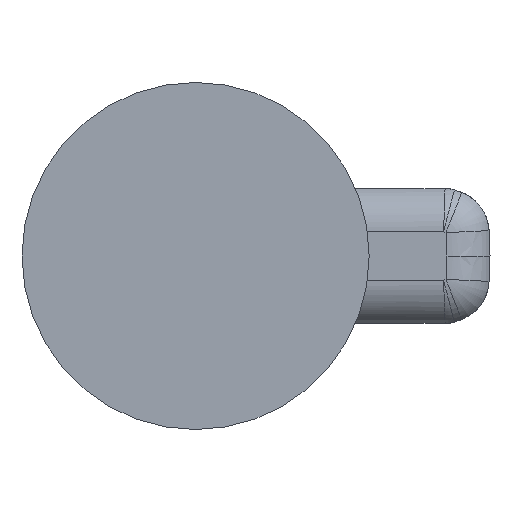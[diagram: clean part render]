
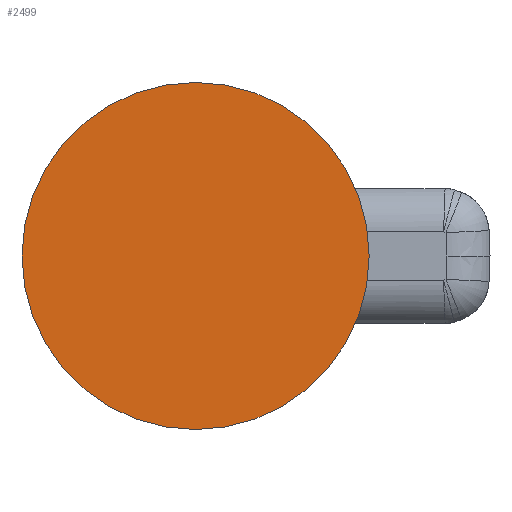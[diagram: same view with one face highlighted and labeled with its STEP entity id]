
A CAD part, front view. The second image highlights one B-rep face of the part: STEP entity #2499.
In plain terms, the highlighted planar face has unit normal (0, -1, 0).
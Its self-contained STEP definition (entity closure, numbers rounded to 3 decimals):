
#617 = CARTESIAN_POINT ( 'NONE',  ( 0., -68.833, 0. ) ) ;
#660 = AXIS2_PLACEMENT_3D ( 'NONE', #7033, #2821, #5705 ) ;
#803 = EDGE_CURVE ( 'NONE', #933, #8141, #6013, .T. ) ;
#933 = VERTEX_POINT ( 'NONE', #7243 ) ;
#1172 = AXIS2_PLACEMENT_3D ( 'NONE', #617, #2096, #2501 ) ;
#2096 = DIRECTION ( 'NONE',  ( 0., 1., 0. ) ) ;
#2499 = ADVANCED_FACE ( 'NONE', ( #4757 ), #7637, .T. ) ;
#2501 = DIRECTION ( 'NONE',  ( -1., 0., 0. ) ) ;
#2821 = DIRECTION ( 'NONE',  ( 0., 1., 0. ) ) ;
#4080 = DIRECTION ( 'NONE',  ( 0., -1., 0. ) ) ;
#4094 = CARTESIAN_POINT ( 'NONE',  ( -56., -68.833, 0. ) ) ;
#4603 = CIRCLE ( 'NONE', #660, 56. ) ;
#4757 = FACE_OUTER_BOUND ( 'NONE', #4877, .T. ) ;
#4877 = EDGE_LOOP ( 'NONE', ( #7607, #8854 ) ) ;
#5705 = DIRECTION ( 'NONE',  ( -1., 0., 0. ) ) ;
#6013 = CIRCLE ( 'NONE', #1172, 56. ) ;
#6818 = AXIS2_PLACEMENT_3D ( 'NONE', #7680, #4080, #6974 ) ;
#6974 = DIRECTION ( 'NONE',  ( 1., 0., 0. ) ) ;
#7033 = CARTESIAN_POINT ( 'NONE',  ( 0., -68.833, 0. ) ) ;
#7243 = CARTESIAN_POINT ( 'NONE',  ( 56., -68.833, 0. ) ) ;
#7607 = ORIENTED_EDGE ( 'NONE', *, *, #8215, .F. ) ;
#7637 = PLANE ( 'NONE',  #6818 ) ;
#7680 = CARTESIAN_POINT ( 'NONE',  ( 0., -68.833, 0. ) ) ;
#8141 = VERTEX_POINT ( 'NONE', #4094 ) ;
#8215 = EDGE_CURVE ( 'NONE', #8141, #933, #4603, .T. ) ;
#8854 = ORIENTED_EDGE ( 'NONE', *, *, #803, .F. ) ;
